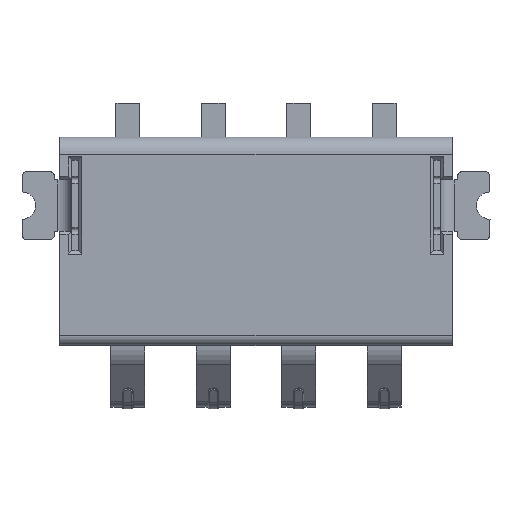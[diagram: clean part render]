
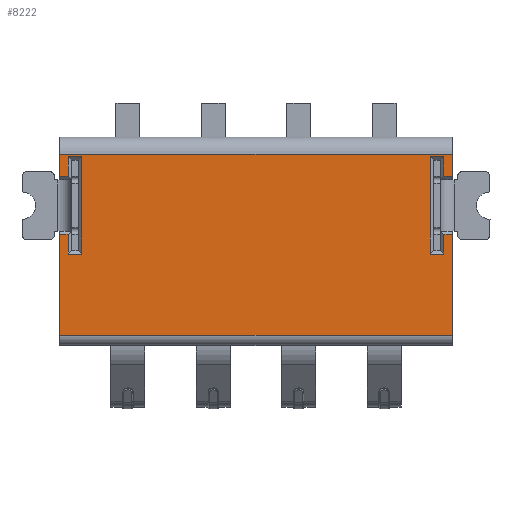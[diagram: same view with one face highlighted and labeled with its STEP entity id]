
A CAD part, top view. The second image highlights one B-rep face of the part: STEP entity #8222.
In plain terms, the highlighted planar face has unit normal (0, 0, 1).
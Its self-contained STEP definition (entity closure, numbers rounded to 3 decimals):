
#158=PLANE('',#8788);
#652=FACE_OUTER_BOUND('',#1111,.T.);
#1111=EDGE_LOOP('',(#6260,#6261,#6262,#6263,#6264,#6265,#6266,#6267,#6268,
#6269,#6270,#6271,#6272,#6273,#6274,#6275,#6276,#6277,#6278,#6279));
#1670=LINE('',#12562,#2616);
#1671=LINE('',#12566,#2617);
#1673=LINE('',#12571,#2619);
#1768=LINE('',#12804,#2714);
#1769=LINE('',#12806,#2715);
#1770=LINE('',#12808,#2716);
#1771=LINE('',#12810,#2717);
#1772=LINE('',#12812,#2718);
#1773=LINE('',#12814,#2719);
#1774=LINE('',#12816,#2720);
#1775=LINE('',#12818,#2721);
#1776=LINE('',#12820,#2722);
#1777=LINE('',#12822,#2723);
#1778=LINE('',#12823,#2724);
#1779=LINE('',#12825,#2725);
#1780=LINE('',#12827,#2726);
#1781=LINE('',#12829,#2727);
#1782=LINE('',#12831,#2728);
#1783=LINE('',#12833,#2729);
#1784=LINE('',#12834,#2730);
#2616=VECTOR('',#9850,1000.);
#2617=VECTOR('',#9855,1000.);
#2619=VECTOR('',#9859,1000.);
#2714=VECTOR('',#10024,1000.);
#2715=VECTOR('',#10025,1000.);
#2716=VECTOR('',#10026,1000.);
#2717=VECTOR('',#10027,1000.);
#2718=VECTOR('',#10028,1000.);
#2719=VECTOR('',#10029,1000.);
#2720=VECTOR('',#10030,1000.);
#2721=VECTOR('',#10031,1000.);
#2722=VECTOR('',#10032,1000.);
#2723=VECTOR('',#10033,1000.);
#2724=VECTOR('',#10034,1000.);
#2725=VECTOR('',#10035,1000.);
#2726=VECTOR('',#10036,1000.);
#2727=VECTOR('',#10037,1000.);
#2728=VECTOR('',#10038,1000.);
#2729=VECTOR('',#10039,1000.);
#2730=VECTOR('',#10040,1000.);
#3802=VERTEX_POINT('',#12551);
#3806=VERTEX_POINT('',#12560);
#3807=VERTEX_POINT('',#12564);
#3809=VERTEX_POINT('',#12569);
#3875=VERTEX_POINT('',#12802);
#3876=VERTEX_POINT('',#12803);
#3877=VERTEX_POINT('',#12805);
#3878=VERTEX_POINT('',#12807);
#3879=VERTEX_POINT('',#12809);
#3880=VERTEX_POINT('',#12811);
#3881=VERTEX_POINT('',#12813);
#3882=VERTEX_POINT('',#12815);
#3883=VERTEX_POINT('',#12817);
#3884=VERTEX_POINT('',#12819);
#3885=VERTEX_POINT('',#12821);
#3886=VERTEX_POINT('',#12824);
#3887=VERTEX_POINT('',#12826);
#3888=VERTEX_POINT('',#12828);
#3889=VERTEX_POINT('',#12830);
#3890=VERTEX_POINT('',#12832);
#4658=EDGE_CURVE('',#3802,#3806,#1670,.T.);
#4660=EDGE_CURVE('',#3806,#3807,#1671,.T.);
#4662=EDGE_CURVE('',#3809,#3807,#1673,.T.);
#4766=EDGE_CURVE('',#3875,#3876,#1768,.T.);
#4767=EDGE_CURVE('',#3877,#3876,#1769,.T.);
#4768=EDGE_CURVE('',#3877,#3878,#1770,.T.);
#4769=EDGE_CURVE('',#3878,#3879,#1771,.T.);
#4770=EDGE_CURVE('',#3879,#3880,#1772,.T.);
#4771=EDGE_CURVE('',#3880,#3881,#1773,.T.);
#4772=EDGE_CURVE('',#3881,#3882,#1774,.T.);
#4773=EDGE_CURVE('',#3882,#3883,#1775,.T.);
#4774=EDGE_CURVE('',#3883,#3884,#1776,.T.);
#4775=EDGE_CURVE('',#3884,#3885,#1777,.T.);
#4776=EDGE_CURVE('',#3885,#3802,#1778,.T.);
#4777=EDGE_CURVE('',#3809,#3886,#1779,.T.);
#4778=EDGE_CURVE('',#3886,#3887,#1780,.T.);
#4779=EDGE_CURVE('',#3887,#3888,#1781,.T.);
#4780=EDGE_CURVE('',#3888,#3889,#1782,.T.);
#4781=EDGE_CURVE('',#3889,#3890,#1783,.T.);
#4782=EDGE_CURVE('',#3890,#3875,#1784,.T.);
#6260=ORIENTED_EDGE('',*,*,#4766,.T.);
#6261=ORIENTED_EDGE('',*,*,#4767,.F.);
#6262=ORIENTED_EDGE('',*,*,#4768,.T.);
#6263=ORIENTED_EDGE('',*,*,#4769,.T.);
#6264=ORIENTED_EDGE('',*,*,#4770,.T.);
#6265=ORIENTED_EDGE('',*,*,#4771,.T.);
#6266=ORIENTED_EDGE('',*,*,#4772,.T.);
#6267=ORIENTED_EDGE('',*,*,#4773,.T.);
#6268=ORIENTED_EDGE('',*,*,#4774,.T.);
#6269=ORIENTED_EDGE('',*,*,#4775,.T.);
#6270=ORIENTED_EDGE('',*,*,#4776,.T.);
#6271=ORIENTED_EDGE('',*,*,#4658,.T.);
#6272=ORIENTED_EDGE('',*,*,#4660,.T.);
#6273=ORIENTED_EDGE('',*,*,#4662,.F.);
#6274=ORIENTED_EDGE('',*,*,#4777,.T.);
#6275=ORIENTED_EDGE('',*,*,#4778,.T.);
#6276=ORIENTED_EDGE('',*,*,#4779,.T.);
#6277=ORIENTED_EDGE('',*,*,#4780,.T.);
#6278=ORIENTED_EDGE('',*,*,#4781,.T.);
#6279=ORIENTED_EDGE('',*,*,#4782,.T.);
#8222=ADVANCED_FACE('',(#652),#158,.T.);
#8788=AXIS2_PLACEMENT_3D('',#12801,#10022,#10023);
#9850=DIRECTION('',(0.,-1.,0.));
#9855=DIRECTION('',(1.,0.,0.));
#9859=DIRECTION('',(0.,-1.,0.));
#10022=DIRECTION('center_axis',(0.,0.,1.));
#10023=DIRECTION('ref_axis',(0.,-1.,0.));
#10024=DIRECTION('',(1.,0.,0.));
#10025=DIRECTION('',(0.,-1.,0.));
#10026=DIRECTION('',(-1.,0.,0.));
#10027=DIRECTION('',(0.,-1.,0.));
#10028=DIRECTION('',(1.,0.,0.));
#10029=DIRECTION('',(0.,1.,0.));
#10030=DIRECTION('',(1.,0.,0.));
#10031=DIRECTION('',(0.,-1.,0.));
#10032=DIRECTION('',(-1.,0.,0.));
#10033=DIRECTION('',(0.,1.,0.));
#10034=DIRECTION('',(-1.,0.,0.));
#10035=DIRECTION('',(-1.,0.,0.));
#10036=DIRECTION('',(0.,-1.,0.));
#10037=DIRECTION('',(-1.,0.,0.));
#10038=DIRECTION('',(0.,1.,0.));
#10039=DIRECTION('',(1.,0.,0.));
#10040=DIRECTION('',(0.,-1.,0.));
#12551=CARTESIAN_POINT('',(-5.75,0.3,4.));
#12560=CARTESIAN_POINT('',(-5.75,-2.65,4.));
#12562=CARTESIAN_POINT('',(-5.75,0.1,4.));
#12564=CARTESIAN_POINT('',(5.75,-2.65,4.));
#12566=CARTESIAN_POINT('',(0.,-2.65,4.));
#12569=CARTESIAN_POINT('',(5.75,0.3,4.));
#12571=CARTESIAN_POINT('',(5.75,0.1,4.));
#12801=CARTESIAN_POINT('Origin',(-5.98,2.756,4.));
#12802=CARTESIAN_POINT('',(5.5,2.,4.));
#12803=CARTESIAN_POINT('',(5.75,2.,4.));
#12804=CARTESIAN_POINT('',(0.,2.,4.));
#12805=CARTESIAN_POINT('',(5.75,2.65,4.));
#12806=CARTESIAN_POINT('',(5.75,0.1,4.));
#12807=CARTESIAN_POINT('',(-5.75,2.65,4.));
#12808=CARTESIAN_POINT('',(0.,2.65,4.));
#12809=CARTESIAN_POINT('',(-5.75,2.,4.));
#12810=CARTESIAN_POINT('',(-5.75,0.1,4.));
#12811=CARTESIAN_POINT('',(-5.5,2.,4.));
#12812=CARTESIAN_POINT('',(0.,2.,4.));
#12813=CARTESIAN_POINT('',(-5.5,2.575,4.));
#12814=CARTESIAN_POINT('',(-5.5,0.,4.));
#12815=CARTESIAN_POINT('',(-5.1,2.575,4.));
#12816=CARTESIAN_POINT('',(0.,2.575,4.));
#12817=CARTESIAN_POINT('',(-5.1,-0.275,4.));
#12818=CARTESIAN_POINT('',(-5.1,0.,4.));
#12819=CARTESIAN_POINT('',(-5.5,-0.275,4.));
#12820=CARTESIAN_POINT('',(0.,-0.275,4.));
#12821=CARTESIAN_POINT('',(-5.5,0.3,4.));
#12822=CARTESIAN_POINT('',(-5.5,0.,4.));
#12823=CARTESIAN_POINT('',(0.,0.3,4.));
#12824=CARTESIAN_POINT('',(5.5,0.3,4.));
#12825=CARTESIAN_POINT('',(0.,0.3,4.));
#12826=CARTESIAN_POINT('',(5.5,-0.275,4.));
#12827=CARTESIAN_POINT('',(5.5,0.,4.));
#12828=CARTESIAN_POINT('',(5.1,-0.275,4.));
#12829=CARTESIAN_POINT('',(0.,-0.275,4.));
#12830=CARTESIAN_POINT('',(5.1,2.575,4.));
#12831=CARTESIAN_POINT('',(5.1,0.,4.));
#12832=CARTESIAN_POINT('',(5.5,2.575,4.));
#12833=CARTESIAN_POINT('',(0.,2.575,4.));
#12834=CARTESIAN_POINT('',(5.5,0.,4.));
